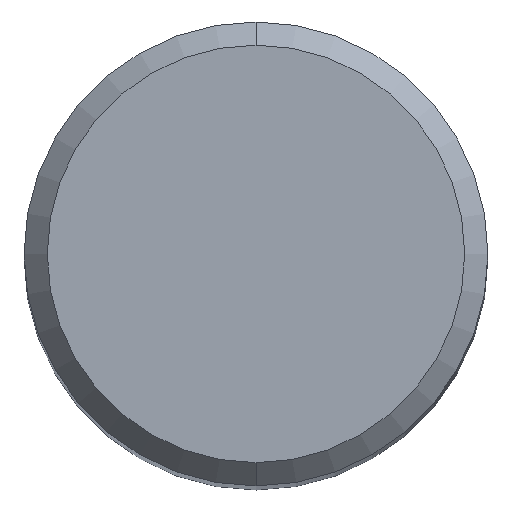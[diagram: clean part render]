
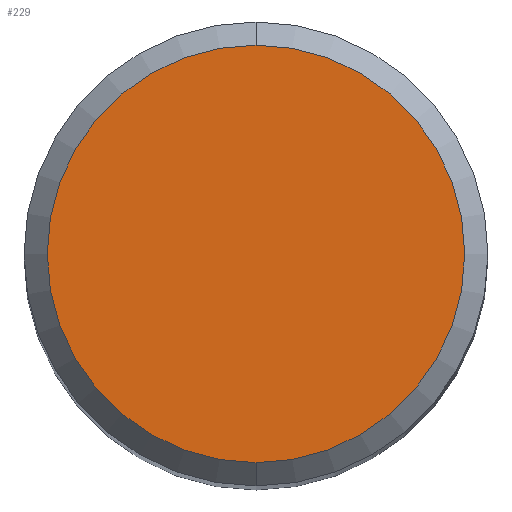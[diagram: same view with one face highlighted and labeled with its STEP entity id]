
A CAD part, top view. The second image highlights one B-rep face of the part: STEP entity #229.
In plain terms, the highlighted planar face has unit normal (0, 0, 1).
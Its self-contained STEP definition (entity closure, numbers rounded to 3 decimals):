
#229=ADVANCED_FACE('',(#619),#620,.T.);
#267=EDGE_CURVE('',#485,#555,#662,.T.);
#485=VERTEX_POINT('',#901);
#493=EDGE_CURVE('',#555,#485,#910,.T.);
#555=VERTEX_POINT('',#977);
#619=FACE_OUTER_BOUND('',#1044,.T.);
#620=PLANE('',#1045);
#662=CIRCLE('',#1122,4.5);
#901=CARTESIAN_POINT('',(0.,-4.5,0.0));
#910=CIRCLE('',#1635,4.5);
#977=CARTESIAN_POINT('',(0.0,4.5,0.0));
#1044=EDGE_LOOP('',(#1839,#1840));
#1045=AXIS2_PLACEMENT_3D('',#1841,#1842,#1843);
#1122=AXIS2_PLACEMENT_3D('',#1885,#1886,#1887);
#1635=AXIS2_PLACEMENT_3D('',#2165,#2166,#2167);
#1839=ORIENTED_EDGE('',*,*,#493,.F.);
#1840=ORIENTED_EDGE('',*,*,#267,.F.);
#1841=CARTESIAN_POINT('',(0.0,2.25,0.0));
#1842=DIRECTION('',(-0.0,0.0,1.0));
#1843=DIRECTION('',(0.0,-1.0,0.0));
#1885=CARTESIAN_POINT('',(0.0,0.0,0.0));
#1886=DIRECTION('',(0.0,0.0,-1.0));
#1887=DIRECTION('',(0.0,1.0,0.0));
#2165=CARTESIAN_POINT('',(0.0,0.0,0.0));
#2166=DIRECTION('',(0.0,0.0,-1.0));
#2167=DIRECTION('',(0.0,1.0,0.0));
